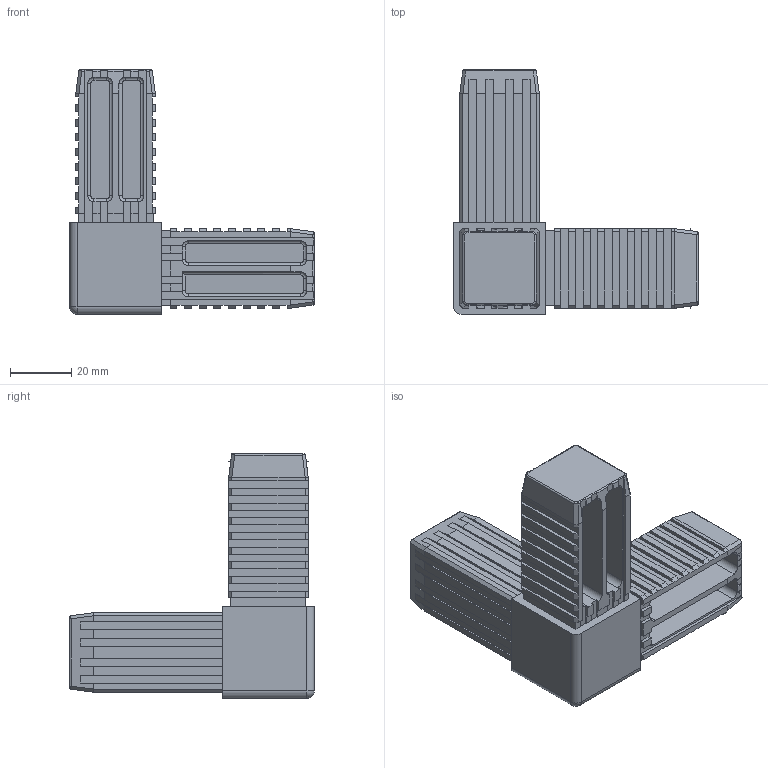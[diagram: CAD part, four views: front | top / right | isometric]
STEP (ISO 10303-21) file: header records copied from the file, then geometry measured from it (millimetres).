
FILE_DESCRIPTION(/* description */ ('GIUNZIONE Q.30 3VA GRIVORY GV6H RAL.7039'),/* implementation_level */ '2;1');
FILE_NAME(/* name */ 'DGIPD0000131.stp',/* time_stamp */ '2019-09-03T10:42:39+02:00',/* author */ ('fzagni'),/* organization */ (''),/* preprocessor_version */ 'ST-DEVELOPER v17.2',/* originating_system */ 'Autodesk Inventor 2019',/* authorisation */ '');
FILE_SCHEMA (('AUTOMOTIVE_DESIGN { 1 0 10303 214 3 1 1 }'));
Length unit declared in the file: millimetre
Products named in the file (1): DGIPD0000131
Bounding box: 80 x 80 x 80 mm (x, y, z)
Volume: 73065.6 mm3; surface area: 37057 mm2
Topology: 1 solids, 1 shells, 690 faces, 1830 edges, 1146 vertices
Faces by surface type: plane 533, cylinder 112, bspline 31, sphere 9, torus 5
Full cylindrical faces by diameter (mm): 21.1 x1
Entity records: 21191 total; most frequent: CARTESIAN_POINT 3987, ORIENTED_EDGE 3660, DIRECTION 3474, EDGE_CURVE 1830, LINE 1490, VECTOR 1490, VERTEX_POINT 1146, AXIS2_PLACEMENT_3D 992
